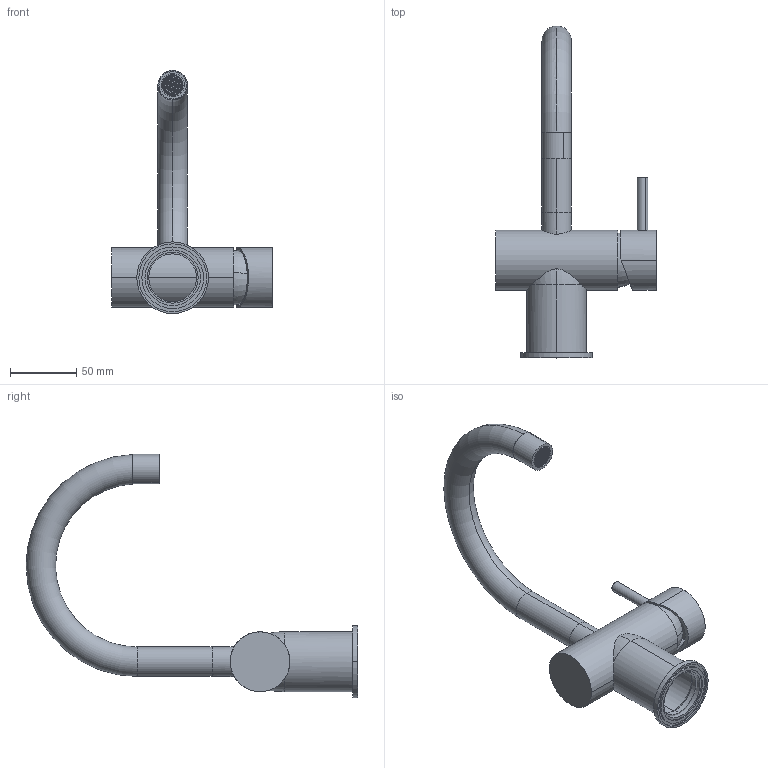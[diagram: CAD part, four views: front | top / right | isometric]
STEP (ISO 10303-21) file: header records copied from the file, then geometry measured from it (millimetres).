
FILE_DESCRIPTION (( 'STEP AP214' ), '1' );
FILE_NAME ('SUSSEX_SCALA_SSMCSRH_sink_mixer_curve_small_chrome_rh_shell.STEP', '2021-05-13T01:33:36', ( '' ), ( '' ), 'SwSTEP 2.0', 'SolidWorks 2020', '' );
FILE_SCHEMA (( 'AUTOMOTIVE_DESIGN' ));
Length unit declared in the file: millimetre
Products named in the file (1): SUSSEX_SCALA_SSMCSRH_sink_mixer_curve_small_chrome_rh_shell
Bounding box: 121.1 x 249.81 x 183.1 mm (x, y, z)
Volume: 237411.4 mm3; surface area: 96695.9 mm2
Topology: 11 solids, 11 shells, 1696 faces, 4321 edges, 2871 vertices
Faces by surface type: plane 1498, cylinder 115, bspline 57, torus 14, cone 12
Entity records: 69011 total; most frequent: CARTESIAN_POINT 10449, ORIENTED_EDGE 8638, DIRECTION 7729, EDGE_CURVE 4319, LINE 3913, VECTOR 3913, VERTEX_POINT 2871, EDGE_LOOP 1932
